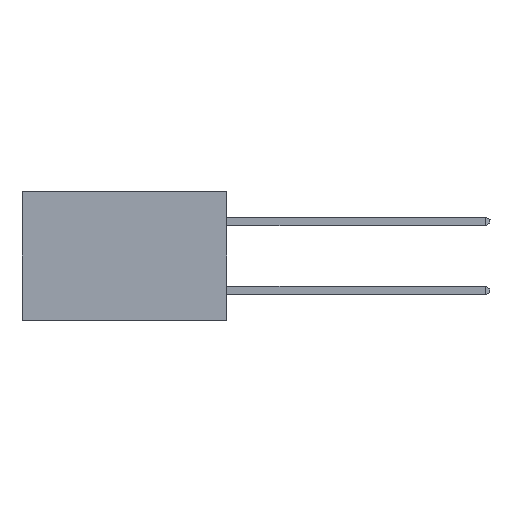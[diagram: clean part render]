
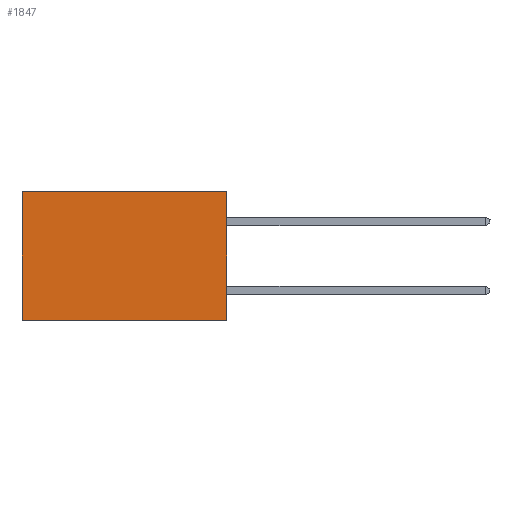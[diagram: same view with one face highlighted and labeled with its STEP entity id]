
A CAD part, left-side view. The second image highlights one B-rep face of the part: STEP entity #1847.
In plain terms, the highlighted planar face has unit normal (-1, 0, 0).
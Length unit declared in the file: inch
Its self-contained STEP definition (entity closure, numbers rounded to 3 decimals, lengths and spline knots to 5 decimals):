
#77 = DIRECTION ( 'NONE',  ( 0., 1., 0. ) ) ;
#652 = EDGE_CURVE ( 'NONE', #9426, #2883, #9198, .T. ) ;
#1032 = PLANE ( 'NONE',  #2903 ) ;
#1103 = LINE ( 'NONE', #9610, #6400 ) ;
#1150 = CARTESIAN_POINT ( 'NONE',  ( 0.277, 0., 0. ) ) ;
#1364 = VECTOR ( 'NONE', #8457, 39.37008 ) ;
#1379 = VERTEX_POINT ( 'NONE', #8788 ) ;
#1441 = VECTOR ( 'NONE', #77, 39.37008 ) ;
#1847 = ADVANCED_FACE ( 'NONE', ( #2148 ), #1032, .F. ) ;
#2148 = FACE_OUTER_BOUND ( 'NONE', #6375, .T. ) ;
#2591 = ORIENTED_EDGE ( 'NONE', *, *, #13528, .T. ) ;
#2883 = VERTEX_POINT ( 'NONE', #7936 ) ;
#2903 = AXIS2_PLACEMENT_3D ( 'NONE', #8130, #7676, #11907 ) ;
#3075 = ORIENTED_EDGE ( 'NONE', *, *, #9064, .F. ) ;
#3095 = ORIENTED_EDGE ( 'NONE', *, *, #6659, .T. ) ;
#3186 = ORIENTED_EDGE ( 'NONE', *, *, #652, .F. ) ;
#4180 = LINE ( 'NONE', #8465, #1364 ) ;
#4245 = LINE ( 'NONE', #1150, #1441 ) ;
#4415 = VERTEX_POINT ( 'NONE', #5422 ) ;
#5422 = CARTESIAN_POINT ( 'NONE',  ( 0.277, 0.59, 0. ) ) ;
#5470 = DIRECTION ( 'NONE',  ( 0., 0., -1. ) ) ;
#6375 = EDGE_LOOP ( 'NONE', ( #3095, #3186, #3075, #2591 ) ) ;
#6400 = VECTOR ( 'NONE', #5470, 39.37008 ) ;
#6659 = EDGE_CURVE ( 'NONE', #4415, #2883, #4180, .T. ) ;
#7676 = DIRECTION ( 'NONE',  ( 1., 0., 0. ) ) ;
#7936 = CARTESIAN_POINT ( 'NONE',  ( 0.277, 0.59, -0.37 ) ) ;
#8130 = CARTESIAN_POINT ( 'NONE',  ( 0.277, 0., -0.37 ) ) ;
#8457 = DIRECTION ( 'NONE',  ( 0., 0., -1. ) ) ;
#8465 = CARTESIAN_POINT ( 'NONE',  ( 0.277, 0.59, -0.37 ) ) ;
#8788 = CARTESIAN_POINT ( 'NONE',  ( 0.277, 0., 0. ) ) ;
#8879 = CARTESIAN_POINT ( 'NONE',  ( 0.277, 0., -0.37 ) ) ;
#8894 = DIRECTION ( 'NONE',  ( 0., 1., 0. ) ) ;
#9064 = EDGE_CURVE ( 'NONE', #1379, #9426, #1103, .T. ) ;
#9198 = LINE ( 'NONE', #8879, #11680 ) ;
#9426 = VERTEX_POINT ( 'NONE', #11218 ) ;
#9610 = CARTESIAN_POINT ( 'NONE',  ( 0.277, 0., -0.37 ) ) ;
#11218 = CARTESIAN_POINT ( 'NONE',  ( 0.277, 0., -0.37 ) ) ;
#11680 = VECTOR ( 'NONE', #8894, 39.37008 ) ;
#11907 = DIRECTION ( 'NONE',  ( 0., 0., -1. ) ) ;
#13528 = EDGE_CURVE ( 'NONE', #1379, #4415, #4245, .T. ) ;
